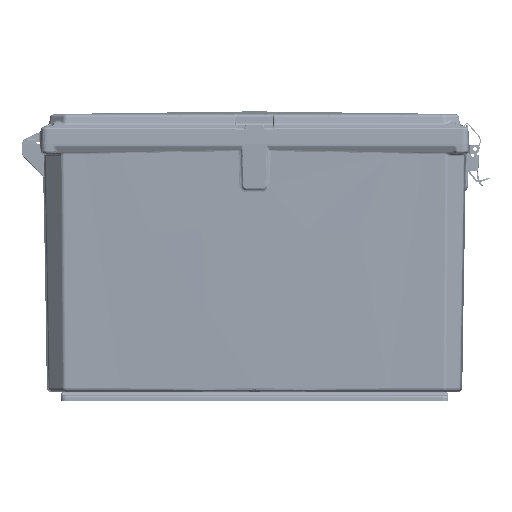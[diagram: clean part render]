
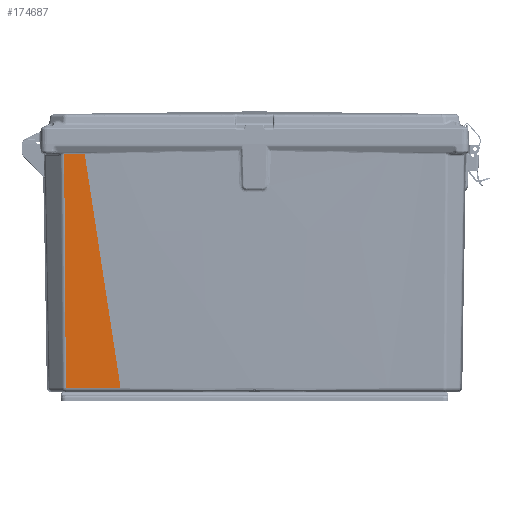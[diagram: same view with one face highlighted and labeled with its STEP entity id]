
A CAD part, front view. The second image highlights one B-rep face of the part: STEP entity #174687.
In plain terms, the highlighted face is planar.
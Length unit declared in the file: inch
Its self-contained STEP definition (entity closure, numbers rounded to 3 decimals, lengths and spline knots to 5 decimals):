
#1036 = CARTESIAN_POINT ( 'NONE',  ( -9.78314, -9.12923, 5.29072 ) ) ;
#6718 = CARTESIAN_POINT ( 'NONE',  ( -3.64358, -9.2364, 7.49183 ) ) ;
#21228 = DIRECTION ( 'NONE',  ( 1., -0.017, 0. ) ) ;
#24542 = EDGE_CURVE ( 'NONE', #124568, #156073, #42971, .T. ) ;
#42159 = CARTESIAN_POINT ( 'NONE',  ( -4.00514, -9.23009, 6.17629 ) ) ;
#42971 = LINE ( 'NONE', #176844, #139796 ) ;
#43083 = VECTOR ( 'NONE', #112229, 39.37008 ) ;
#45114 = CARTESIAN_POINT ( 'NONE',  ( -0.5738, -9.28998, 6.70255 ) ) ;
#48587 = CARTESIAN_POINT ( 'NONE',  ( -0.5738, -9.28998, 6.70255 ) ) ;
#50098 = ORIENTED_EDGE ( 'NONE', *, *, #87075, .T. ) ;
#55838 = DIRECTION ( 'NONE',  ( 0., 0., 1. ) ) ;
#66350 = FACE_OUTER_BOUND ( 'NONE', #164083, .T. ) ;
#68802 = CARTESIAN_POINT ( 'NONE',  ( -0.5738, -9.28998, 7.51403 ) ) ;
#75117 = CARTESIAN_POINT ( 'NONE',  ( -0.5738, -9.28998, 7.51403 ) ) ;
#83680 = DIRECTION ( 'NONE',  ( -0.017, -1., 0. ) ) ;
#87075 = EDGE_CURVE ( 'NONE', #156073, #123885, #163541, .T. ) ;
#87474 = PLANE ( 'NONE',  #128959 ) ;
#97566 = B_SPLINE_CURVE_WITH_KNOTS ( 'NONE', 3,
 ( #214200, #179743, #42159, #45114 ),
 .UNSPECIFIED., .F., .F.,
 ( 4, 4 ),
 ( 0., 1. ),
 .UNSPECIFIED. ) ;
#112229 = DIRECTION ( 'NONE',  ( 0., 0., 1. ) ) ;
#118404 = LINE ( 'NONE', #179883, #43083 ) ;
#123569 = EDGE_CURVE ( 'NONE', #192979, #123885, #118404, .T. ) ;
#123885 = VERTEX_POINT ( 'NONE', #194618 ) ;
#124568 = VERTEX_POINT ( 'NONE', #48587 ) ;
#125190 = ORIENTED_EDGE ( 'NONE', *, *, #24542, .T. ) ;
#128959 = AXIS2_PLACEMENT_3D ( 'NONE', #173881, #83680, #21228 ) ;
#139796 = VECTOR ( 'NONE', #55838, 39.37008 ) ;
#146403 = CARTESIAN_POINT ( 'NONE',  ( -9.78314, -9.12923, 7.44744 ) ) ;
#148565 = ORIENTED_EDGE ( 'NONE', *, *, #208467, .T. ) ;
#156073 = VERTEX_POINT ( 'NONE', #68802 ) ;
#163541 = B_SPLINE_CURVE_WITH_KNOTS ( 'NONE', 3,
 ( #75117, #6718, #198267, #146403 ),
 .UNSPECIFIED., .F., .F.,
 ( 4, 4 ),
 ( 0., 1. ),
 .UNSPECIFIED. ) ;
#164083 = EDGE_LOOP ( 'NONE', ( #148565, #125190, #50098, #175599 ) ) ;
#173881 = CARTESIAN_POINT ( 'NONE',  ( 0., -9.3, 8.96206 ) ) ;
#174687 = ADVANCED_FACE ( 'NONE', ( #66350 ), #87474, .T. ) ;
#175599 = ORIENTED_EDGE ( 'NONE', *, *, #123569, .F. ) ;
#176844 = CARTESIAN_POINT ( 'NONE',  ( -0.5738, -9.28998, 8.96206 ) ) ;
#179743 = CARTESIAN_POINT ( 'NONE',  ( -7.07492, -9.17651, 5.70568 ) ) ;
#179883 = CARTESIAN_POINT ( 'NONE',  ( -9.78314, -9.12923, -7.57457 ) ) ;
#192979 = VERTEX_POINT ( 'NONE', #1036 ) ;
#194618 = CARTESIAN_POINT ( 'NONE',  ( -9.78314, -9.12923, 7.44744 ) ) ;
#198267 = CARTESIAN_POINT ( 'NONE',  ( -6.71336, -9.18282, 7.46964 ) ) ;
#208467 = EDGE_CURVE ( 'NONE', #192979, #124568, #97566, .T. ) ;
#214200 = CARTESIAN_POINT ( 'NONE',  ( -9.78314, -9.12923, 5.29072 ) ) ;
